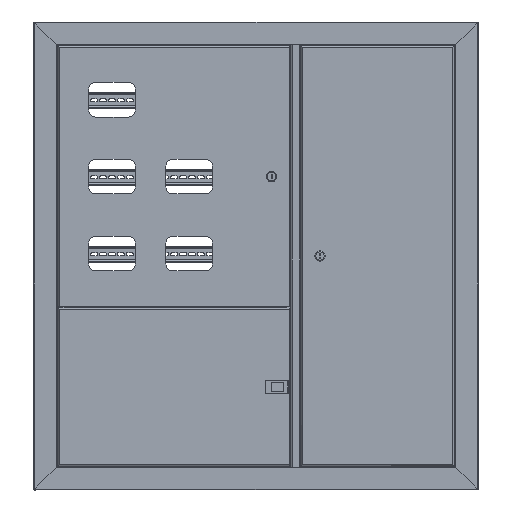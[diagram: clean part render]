
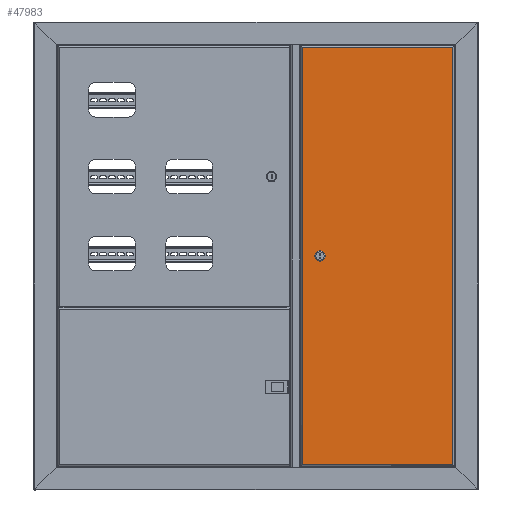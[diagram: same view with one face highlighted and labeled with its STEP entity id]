
A CAD part, top view. The second image highlights one B-rep face of the part: STEP entity #47983.
In plain terms, the highlighted planar face has unit normal (0, 0, 1).
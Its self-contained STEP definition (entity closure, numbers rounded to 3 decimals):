
#200 = ORIENTED_EDGE ( 'NONE', *, *, #20241, .T. ) ;
#540 = DIRECTION ( 'NONE',  ( 0., -1., 0. ) ) ;
#1591 = VERTEX_POINT ( 'NONE', #35048 ) ;
#1617 = VECTOR ( 'NONE', #540, 1000. ) ;
#2899 = ORIENTED_EDGE ( 'NONE', *, *, #53191, .F. ) ;
#4666 = CARTESIAN_POINT ( 'NONE',  ( 1.7, 324.293, 0. ) ) ;
#5096 = LINE ( 'NONE', #53836, #35458 ) ;
#6694 = LINE ( 'NONE', #11712, #8556 ) ;
#6860 = CARTESIAN_POINT ( 'NONE',  ( 451.849, 48.5, 0. ) ) ;
#6964 = CARTESIAN_POINT ( 'NONE',  ( 444.551, 48.5, 0. ) ) ;
#7314 = VERTEX_POINT ( 'NONE', #10902 ) ;
#8440 = FACE_OUTER_BOUND ( 'NONE', #47701, .T. ) ;
#8556 = VECTOR ( 'NONE', #11157, 1000. ) ;
#9302 = CARTESIAN_POINT ( 'NONE',  ( 1.7, 324., 0. ) ) ;
#9925 = ORIENTED_EDGE ( 'NONE', *, *, #12825, .T. ) ;
#10902 = CARTESIAN_POINT ( 'NONE',  ( 894.7, 324., 0. ) ) ;
#11157 = DIRECTION ( 'NONE',  ( -1., 0., 0. ) ) ;
#11399 = ORIENTED_EDGE ( 'NONE', *, *, #21510, .T. ) ;
#11650 = DIRECTION ( 'NONE',  ( 0., 0., 1. ) ) ;
#11712 = CARTESIAN_POINT ( 'NONE',  ( 894.993, 324., 0. ) ) ;
#12695 = DIRECTION ( 'NONE',  ( -1., 0., 0. ) ) ;
#12825 = EDGE_CURVE ( 'NONE', #28886, #51839, #19580, .T. ) ;
#13047 = AXIS2_PLACEMENT_3D ( 'NONE', #43107, #18228, #50850 ) ;
#13061 = EDGE_CURVE ( 'NONE', #1591, #21585, #21220, .T. ) ;
#15133 = CARTESIAN_POINT ( 'NONE',  ( 451.849, 31.5, 0. ) ) ;
#15263 = ORIENTED_EDGE ( 'NONE', *, *, #45507, .F. ) ;
#15418 = VERTEX_POINT ( 'NONE', #24854 ) ;
#16763 = CARTESIAN_POINT ( 'NONE',  ( 0., 325.7, 0. ) ) ;
#17027 = FACE_BOUND ( 'NONE', #32850, .T. ) ;
#17272 = VECTOR ( 'NONE', #12695, 1000. ) ;
#17567 = DIRECTION ( 'NONE',  ( 0., 1., 0. ) ) ;
#17621 = DIRECTION ( 'NONE',  ( 1., 0., 0. ) ) ;
#18228 = DIRECTION ( 'NONE',  ( 0., 0., 1. ) ) ;
#18307 = DIRECTION ( 'NONE',  ( 0., 0., -1. ) ) ;
#18887 = AXIS2_PLACEMENT_3D ( 'NONE', #16763, #18307, #33881 ) ;
#19580 = LINE ( 'NONE', #36450, #44189 ) ;
#20241 = EDGE_CURVE ( 'NONE', #7314, #39619, #6694, .T. ) ;
#21220 = CIRCLE ( 'NONE', #33606, 9.25 ) ;
#21394 = EDGE_CURVE ( 'NONE', #28714, #15418, #36897, .T. ) ;
#21510 = EDGE_CURVE ( 'NONE', #39619, #28886, #42561, .T. ) ;
#21585 = VERTEX_POINT ( 'NONE', #6860 ) ;
#23272 = ORIENTED_EDGE ( 'NONE', *, *, #21394, .F. ) ;
#24610 = VERTEX_POINT ( 'NONE', #15133 ) ;
#24854 = CARTESIAN_POINT ( 'NONE',  ( 444.551, 31.5, 0. ) ) ;
#26166 = DIRECTION ( 'NONE',  ( 1., 0., 0. ) ) ;
#26543 = ORIENTED_EDGE ( 'NONE', *, *, #36601, .F. ) ;
#27261 = AXIS2_PLACEMENT_3D ( 'NONE', #38317, #11650, #17621 ) ;
#28714 = VERTEX_POINT ( 'NONE', #6964 ) ;
#28886 = VERTEX_POINT ( 'NONE', #33269 ) ;
#30785 = CIRCLE ( 'NONE', #27261, 9.25 ) ;
#30906 = EDGE_CURVE ( 'NONE', #51839, #7314, #5096, .T. ) ;
#32303 = DIRECTION ( 'NONE',  ( 1., 0., 0. ) ) ;
#32850 = EDGE_LOOP ( 'NONE', ( #26543, #39405, #2899, #15263, #23272 ) ) ;
#33269 = CARTESIAN_POINT ( 'NONE',  ( 1.7, 1.7, 0. ) ) ;
#33396 = CARTESIAN_POINT ( 'NONE',  ( 894.7, 1.7, 0. ) ) ;
#33606 = AXIS2_PLACEMENT_3D ( 'NONE', #39699, #43039, #26166 ) ;
#33737 = CARTESIAN_POINT ( 'NONE',  ( 451.849, 48.5, 0. ) ) ;
#33881 = DIRECTION ( 'NONE',  ( -1., 0., 0. ) ) ;
#35048 = CARTESIAN_POINT ( 'NONE',  ( 457.45, 40., 0. ) ) ;
#35458 = VECTOR ( 'NONE', #17567, 1000. ) ;
#36450 = CARTESIAN_POINT ( 'NONE',  ( 1.7, 1.7, 0. ) ) ;
#36601 = EDGE_CURVE ( 'NONE', #21585, #28714, #42278, .T. ) ;
#36897 = CIRCLE ( 'NONE', #13047, 9.25 ) ;
#38317 = CARTESIAN_POINT ( 'NONE',  ( 448.2, 40., 0. ) ) ;
#39405 = ORIENTED_EDGE ( 'NONE', *, *, #13061, .F. ) ;
#39619 = VERTEX_POINT ( 'NONE', #9302 ) ;
#39699 = CARTESIAN_POINT ( 'NONE',  ( 448.2, 40., 0. ) ) ;
#39904 = VECTOR ( 'NONE', #45590, 1000. ) ;
#40888 = CARTESIAN_POINT ( 'NONE',  ( 451.849, 31.5, 0. ) ) ;
#42278 = LINE ( 'NONE', #33737, #17272 ) ;
#42561 = LINE ( 'NONE', #4666, #1617 ) ;
#43039 = DIRECTION ( 'NONE',  ( 0., 0., 1. ) ) ;
#43107 = CARTESIAN_POINT ( 'NONE',  ( 448.2, 40., 0. ) ) ;
#44091 = ORIENTED_EDGE ( 'NONE', *, *, #30906, .T. ) ;
#44189 = VECTOR ( 'NONE', #32303, 1000. ) ;
#45507 = EDGE_CURVE ( 'NONE', #15418, #24610, #53600, .T. ) ;
#45590 = DIRECTION ( 'NONE',  ( 1., 0., 0. ) ) ;
#47701 = EDGE_LOOP ( 'NONE', ( #9925, #44091, #200, #11399 ) ) ;
#47983 = ADVANCED_FACE ( 'NONE', ( #17027, #8440 ), #54324, .F. ) ;
#50850 = DIRECTION ( 'NONE',  ( 1., 0., 0. ) ) ;
#51839 = VERTEX_POINT ( 'NONE', #33396 ) ;
#53191 = EDGE_CURVE ( 'NONE', #24610, #1591, #30785, .T. ) ;
#53600 = LINE ( 'NONE', #40888, #39904 ) ;
#53836 = CARTESIAN_POINT ( 'NONE',  ( 894.7, 0., 0. ) ) ;
#54324 = PLANE ( 'NONE',  #18887 ) ;
